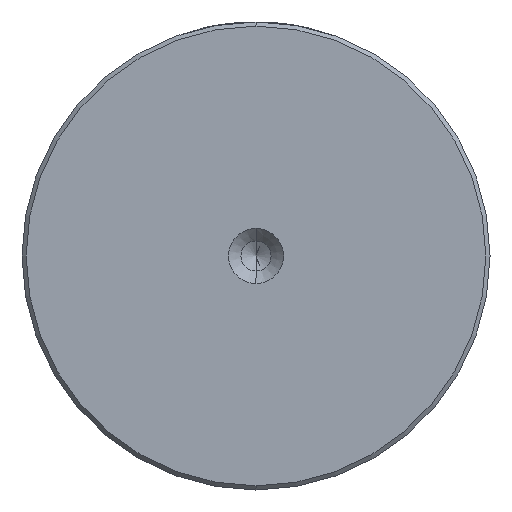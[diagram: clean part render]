
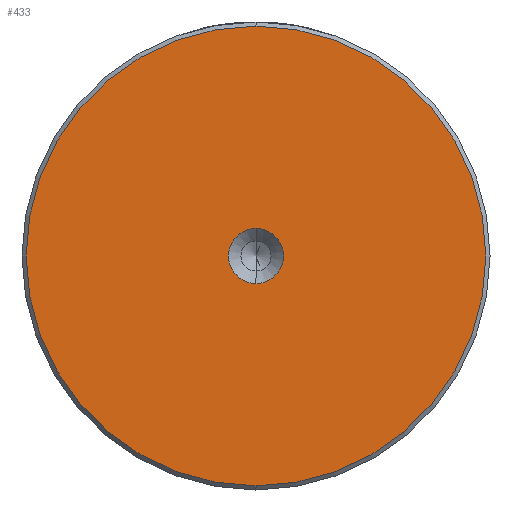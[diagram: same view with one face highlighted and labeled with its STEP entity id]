
A CAD part, left-side view. The second image highlights one B-rep face of the part: STEP entity #433.
In plain terms, the highlighted planar face has unit normal (-1, 0, 0).
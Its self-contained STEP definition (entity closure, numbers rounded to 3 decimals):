
#29 = AXIS2_PLACEMENT_3D ( 'NONE', #2977, #2236, #762 ) ;
#121 = DIRECTION ( 'NONE',  ( 0., 0., 1. ) ) ;
#224 = DIRECTION ( 'NONE',  ( 0., 0., 1. ) ) ;
#225 = FACE_OUTER_BOUND ( 'NONE', #2806, .T. ) ;
#419 = DIRECTION ( 'NONE',  ( -1., 0., 0. ) ) ;
#433 = ADVANCED_FACE ( 'NONE', ( #225, #1449 ), #1985, .T. ) ;
#446 = CIRCLE ( 'NONE', #1352, 27.5 ) ;
#464 = AXIS2_PLACEMENT_3D ( 'NONE', #1897, #419, #2141 ) ;
#569 = ORIENTED_EDGE ( 'NONE', *, *, #1932, .T. ) ;
#724 = EDGE_CURVE ( 'NONE', #2552, #2392, #1987, .T. ) ;
#762 = DIRECTION ( 'NONE',  ( 0., 0., 1. ) ) ;
#905 = CIRCLE ( 'NONE', #1918, 27.5 ) ;
#906 = VERTEX_POINT ( 'NONE', #2668 ) ;
#907 = ORIENTED_EDGE ( 'NONE', *, *, #724, .F. ) ;
#1072 = CARTESIAN_POINT ( 'NONE',  ( 0., 0., 27.5 ) ) ;
#1096 = EDGE_LOOP ( 'NONE', ( #907, #3162 ) ) ;
#1274 = CARTESIAN_POINT ( 'NONE',  ( 0., 0., 0. ) ) ;
#1352 = AXIS2_PLACEMENT_3D ( 'NONE', #3085, #1587, #121 ) ;
#1427 = CIRCLE ( 'NONE', #1855, 3.3 ) ;
#1449 = FACE_BOUND ( 'NONE', #1096, .T. ) ;
#1519 = DIRECTION ( 'NONE',  ( 0., 0., 1. ) ) ;
#1587 = DIRECTION ( 'NONE',  ( -1., 0., 0. ) ) ;
#1691 = DIRECTION ( 'NONE',  ( -1., 0., 0. ) ) ;
#1833 = CARTESIAN_POINT ( 'NONE',  ( 0., 0., -3.3 ) ) ;
#1855 = AXIS2_PLACEMENT_3D ( 'NONE', #1274, #3004, #1519 ) ;
#1897 = CARTESIAN_POINT ( 'NONE',  ( 0., 0., 0. ) ) ;
#1909 = CARTESIAN_POINT ( 'NONE',  ( 0., 0., 3.3 ) ) ;
#1918 = AXIS2_PLACEMENT_3D ( 'NONE', #3188, #1691, #224 ) ;
#1932 = EDGE_CURVE ( 'NONE', #906, #3131, #446, .T. ) ;
#1985 = PLANE ( 'NONE',  #29 ) ;
#1987 = CIRCLE ( 'NONE', #464, 3.3 ) ;
#2141 = DIRECTION ( 'NONE',  ( 0., 0., 1. ) ) ;
#2210 = ORIENTED_EDGE ( 'NONE', *, *, #2640, .T. ) ;
#2236 = DIRECTION ( 'NONE',  ( -1., 0., 0. ) ) ;
#2392 = VERTEX_POINT ( 'NONE', #1833 ) ;
#2552 = VERTEX_POINT ( 'NONE', #1909 ) ;
#2640 = EDGE_CURVE ( 'NONE', #3131, #906, #905, .T. ) ;
#2668 = CARTESIAN_POINT ( 'NONE',  ( 0., 0., -27.5 ) ) ;
#2806 = EDGE_LOOP ( 'NONE', ( #569, #2210 ) ) ;
#2977 = CARTESIAN_POINT ( 'NONE',  ( 0., 0., 0. ) ) ;
#3004 = DIRECTION ( 'NONE',  ( -1., 0., 0. ) ) ;
#3018 = EDGE_CURVE ( 'NONE', #2392, #2552, #1427, .T. ) ;
#3085 = CARTESIAN_POINT ( 'NONE',  ( 0., 0., 0. ) ) ;
#3131 = VERTEX_POINT ( 'NONE', #1072 ) ;
#3162 = ORIENTED_EDGE ( 'NONE', *, *, #3018, .F. ) ;
#3188 = CARTESIAN_POINT ( 'NONE',  ( 0., 0., 0. ) ) ;
